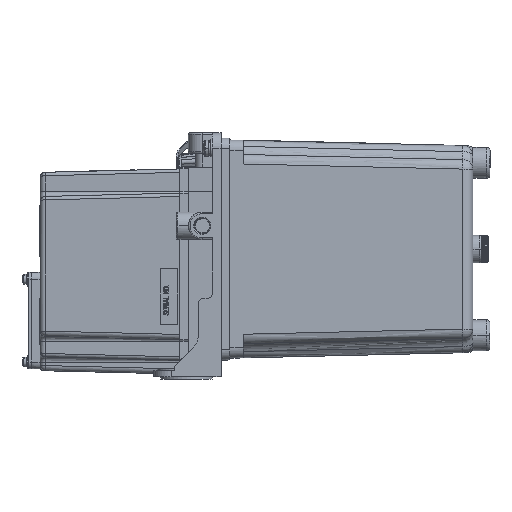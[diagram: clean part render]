
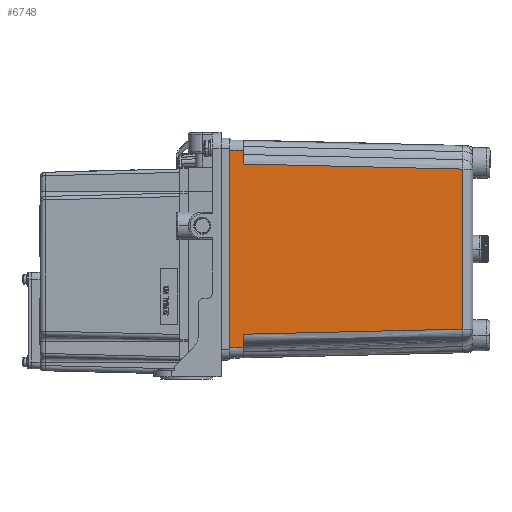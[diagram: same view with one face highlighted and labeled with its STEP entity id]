
A CAD part, left-side view. The second image highlights one B-rep face of the part: STEP entity #6748.
In plain terms, the highlighted planar face has unit normal (-1, -0.024, 0).
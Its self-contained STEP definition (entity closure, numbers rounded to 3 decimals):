
#423 = ORIENTED_EDGE ( 'NONE', *, *, #90328, .T. ) ;
#517 = LINE ( 'NONE', #20065, #150791 ) ;
#2034 = EDGE_CURVE ( 'NONE', #86142, #148649, #7426, .T. ) ;
#3911 = LINE ( 'NONE', #34984, #39126 ) ;
#6748 = ADVANCED_FACE ( 'NONE', ( #57280 ), #96081, .T. ) ;
#7426 = B_SPLINE_CURVE_WITH_KNOTS ( 'NONE', 3,
 ( #9727, #105701, #34590, #57467, #143003, #72984 ),
 .UNSPECIFIED., .F., .F.,
 ( 4, 2, 4 ),
 ( 0., 0.064, 0.127 ),
 .UNSPECIFIED. ) ;
#8062 = VERTEX_POINT ( 'NONE', #69815 ) ;
#8796 = DIRECTION ( 'NONE',  ( -1., -0.023, 0. ) ) ;
#9727 = CARTESIAN_POINT ( 'NONE',  ( -153.814, -118., -116.877 ) ) ;
#19096 = DIRECTION ( 'NONE',  ( 0., 0., 1. ) ) ;
#19659 = CARTESIAN_POINT ( 'NONE',  ( -150.627, -253.675, -13.561 ) ) ;
#20065 = CARTESIAN_POINT ( 'NONE',  ( -150.827, -245.141, -127.5 ) ) ;
#21207 = LINE ( 'NONE', #70021, #152891 ) ;
#22693 = CARTESIAN_POINT ( 'NONE',  ( -153.814, -118., -116.877 ) ) ;
#26045 = VECTOR ( 'NONE', #134702, 1000. ) ;
#31746 = B_SPLINE_CURVE_WITH_KNOTS ( 'NONE', 3,
 ( #123142, #74428, #147462, #134003, #110188, #52058 ),
 .UNSPECIFIED., .F., .F.,
 ( 4, 2, 4 ),
 ( 0.006, 0.069, 0.133 ),
 .UNSPECIFIED. ) ;
#33125 = LINE ( 'NONE', #54426, #127847 ) ;
#33423 = CARTESIAN_POINT ( 'NONE',  ( -153.814, -118., -18.123 ) ) ;
#34590 = CARTESIAN_POINT ( 'NONE',  ( -152.818, -160.384, -116.041 ) ) ;
#34984 = CARTESIAN_POINT ( 'NONE',  ( -154.002, -110., -4.376 ) ) ;
#39126 = VECTOR ( 'NONE', #143398, 1000. ) ;
#42934 = ORIENTED_EDGE ( 'NONE', *, *, #113729, .T. ) ;
#48669 = DIRECTION ( 'NONE',  ( 0., 0., 1. ) ) ;
#52058 = CARTESIAN_POINT ( 'NONE',  ( -153.814, -118., -18.123 ) ) ;
#54426 = CARTESIAN_POINT ( 'NONE',  ( -153.814, -118., -130.624 ) ) ;
#54995 = EDGE_CURVE ( 'NONE', #8062, #86142, #33125, .T. ) ;
#56367 = DIRECTION ( 'NONE',  ( -0.023, 1., 0. ) ) ;
#57280 = FACE_OUTER_BOUND ( 'NONE', #111270, .T. ) ;
#57375 = CARTESIAN_POINT ( 'NONE',  ( -153.814, -118., -10.374 ) ) ;
#57467 = CARTESIAN_POINT ( 'NONE',  ( -151.823, -202.764, -115.055 ) ) ;
#58550 = AXIS2_PLACEMENT_3D ( 'NONE', #119975, #8796, #56367 ) ;
#59137 = EDGE_CURVE ( 'NONE', #148649, #131704, #517, .T. ) ;
#61352 = LINE ( 'NONE', #144635, #26045 ) ;
#62619 = CARTESIAN_POINT ( 'NONE',  ( -154.002, -110., -10.186 ) ) ;
#63681 = ORIENTED_EDGE ( 'NONE', *, *, #54995, .T. ) ;
#68881 = DIRECTION ( 'NONE',  ( 0., 0., 1. ) ) ;
#69815 = CARTESIAN_POINT ( 'NONE',  ( -153.814, -118., -124.626 ) ) ;
#70021 = CARTESIAN_POINT ( 'NONE',  ( -153.814, -118., -130.624 ) ) ;
#72984 = CARTESIAN_POINT ( 'NONE',  ( -150.827, -245.141, -113.918 ) ) ;
#74428 = CARTESIAN_POINT ( 'NONE',  ( -151.325, -223.953, -20.489 ) ) ;
#80274 = VERTEX_POINT ( 'NONE', #103663 ) ;
#86142 = VERTEX_POINT ( 'NONE', #22693 ) ;
#90328 = EDGE_CURVE ( 'NONE', #131704, #150686, #31746, .T. ) ;
#90705 = ORIENTED_EDGE ( 'NONE', *, *, #59137, .T. ) ;
#91979 = EDGE_CURVE ( 'NONE', #150686, #119408, #21207, .T. ) ;
#94009 = ORIENTED_EDGE ( 'NONE', *, *, #96590, .T. ) ;
#96081 = PLANE ( 'NONE',  #58550 ) ;
#96590 = EDGE_CURVE ( 'NONE', #119408, #145711, #136822, .T. ) ;
#100392 = CARTESIAN_POINT ( 'NONE',  ( -150.827, -245.141, -21.082 ) ) ;
#102698 = DIRECTION ( 'NONE',  ( -0.023, 0.999, 0.023 ) ) ;
#102941 = ORIENTED_EDGE ( 'NONE', *, *, #103762, .F. ) ;
#103663 = CARTESIAN_POINT ( 'NONE',  ( -154.002, -110., -124.814 ) ) ;
#103762 = EDGE_CURVE ( 'NONE', #80274, #145711, #3911, .T. ) ;
#105701 = CARTESIAN_POINT ( 'NONE',  ( -153.316, -139.192, -116.483 ) ) ;
#106627 = CARTESIAN_POINT ( 'NONE',  ( -150.827, -245.141, -113.918 ) ) ;
#110188 = CARTESIAN_POINT ( 'NONE',  ( -153.316, -139.192, -18.517 ) ) ;
#111270 = EDGE_LOOP ( 'NONE', ( #119069, #90705, #423, #123836, #94009, #102941, #42934, #63681 ) ) ;
#113729 = EDGE_CURVE ( 'NONE', #80274, #8062, #61352, .T. ) ;
#119069 = ORIENTED_EDGE ( 'NONE', *, *, #2034, .T. ) ;
#119408 = VERTEX_POINT ( 'NONE', #57375 ) ;
#119975 = CARTESIAN_POINT ( 'NONE',  ( -150.69, -251., -127.5 ) ) ;
#123142 = CARTESIAN_POINT ( 'NONE',  ( -150.827, -245.141, -21.082 ) ) ;
#123836 = ORIENTED_EDGE ( 'NONE', *, *, #91979, .T. ) ;
#127847 = VECTOR ( 'NONE', #19096, 1000. ) ;
#129433 = VECTOR ( 'NONE', #102698, 1000. ) ;
#131704 = VERTEX_POINT ( 'NONE', #100392 ) ;
#134003 = CARTESIAN_POINT ( 'NONE',  ( -152.818, -160.384, -18.959 ) ) ;
#134702 = DIRECTION ( 'NONE',  ( 0.023, -0.999, 0.023 ) ) ;
#136822 = LINE ( 'NONE', #19659, #129433 ) ;
#143003 = CARTESIAN_POINT ( 'NONE',  ( -151.325, -223.953, -114.511 ) ) ;
#143398 = DIRECTION ( 'NONE',  ( 0., 0., 1. ) ) ;
#144635 = CARTESIAN_POINT ( 'NONE',  ( -150.693, -250.859, -121.505 ) ) ;
#145711 = VERTEX_POINT ( 'NONE', #62619 ) ;
#147462 = CARTESIAN_POINT ( 'NONE',  ( -151.823, -202.764, -19.945 ) ) ;
#148649 = VERTEX_POINT ( 'NONE', #106627 ) ;
#150686 = VERTEX_POINT ( 'NONE', #33423 ) ;
#150791 = VECTOR ( 'NONE', #68881, 1000. ) ;
#152891 = VECTOR ( 'NONE', #48669, 1000. ) ;
